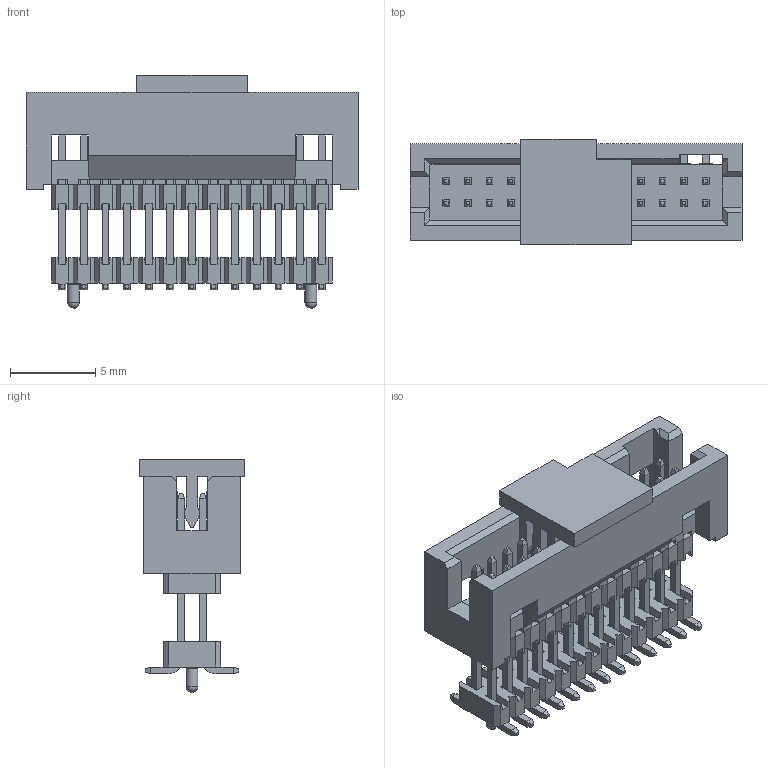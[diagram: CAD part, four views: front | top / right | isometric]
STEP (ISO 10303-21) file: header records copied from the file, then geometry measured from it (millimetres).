
FILE_DESCRIPTION( ('This file contains a STEP AP42 implementation' ,'as created by ZW3D STEP Interface translator.') ,'2;1' );
FILE_NAME( '3131-XXMXXBD00X2.stp' ,'231116.1434 9', (''), ('ZWCAD Software Co.'), 'Version 1.0', 'ZW3D to STEP translator', '' );
FILE_SCHEMA(('AUTOMOTIVE_DESIGN { 1 0 10303 214 1 1 1 1 }'));
Length unit declared in the file: millimetre
Products named in the file (1): 0
Bounding box: 19.51 x 6.2 x 13.7 mm (x, y, z)
Volume: 538 mm3; surface area: 1555.3 mm2
Topology: 2 solids, 2 shells, 1779 faces, 4627 edges, 2768 vertices
Faces by surface type: plane 1740, cylinder 35, cone 2, sphere 2
Full cylindrical faces by diameter (mm): 0.7 x2
Entity records: 54135 total; most frequent: ORIENTED_EDGE 9250, CARTESIAN_POINT 9176, DIRECTION 8310, EDGE_CURVE 4625, VECTOR 4498, LINE 4498, VERTEX_POINT 2768, AXIS2_PLACEMENT_3D 1906
